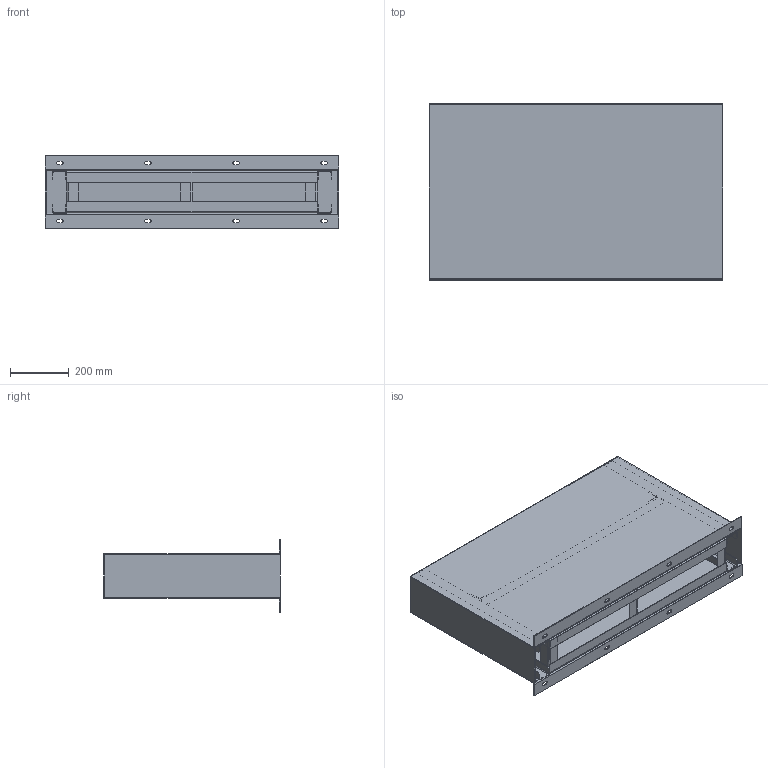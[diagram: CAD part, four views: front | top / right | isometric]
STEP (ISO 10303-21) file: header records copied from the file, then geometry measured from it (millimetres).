
FILE_DESCRIPTION (( 'STEP AP214' ), '1' );
FILE_NAME ('AW5.4_VectorWorks.STEP', '2021-04-22T10:36:08', ( '' ), ( '' ), 'SwSTEP 2.0', 'SolidWorks 2020', '' );
FILE_SCHEMA (( 'AUTOMOTIVE_DESIGN' ));
Length unit declared in the file: millimetre
Products named in the file (9): AW5.4-sidewall2; AW5.4-reinforcement 3; AW5.4-reinforcement Upr1; AW5.4_VectorWorks; AW5.4-sidewall; AW5.4-reinforcement 1; AW5.4-top; AW5.4-headwall; AW5.4-reinforcement 2
Assembly tree (19 placements, depth 2):
  AW5.4_VectorWorks
    AW5.4-sidewall
    AW5.4-sidewall2
    AW5.4-top
    AW5.4-headwall  x2
    AW5.4-reinforcement 1  x4
    AW5.4-reinforcement Upr1  x4
    AW5.4-reinforcement 2  x2
    AW5.4-reinforcement 3  x4
Bounding box: 1000 x 600 x 248 mm (x, y, z)
Volume: 6493321.6 mm3; surface area: 4412345.5 mm2
Topology: 19 solids, 19 shells, 322 faces, 708 edges, 424 vertices
Faces by surface type: plane 266, cylinder 56
Entity records: 4342 total; most frequent: DIRECTION 704, CARTESIAN_POINT 678, ORIENTED_EDGE 640, EDGE_CURVE 320, LINE 260, VECTOR 260, AXIS2_PLACEMENT_3D 222, VERTEX_POINT 196
